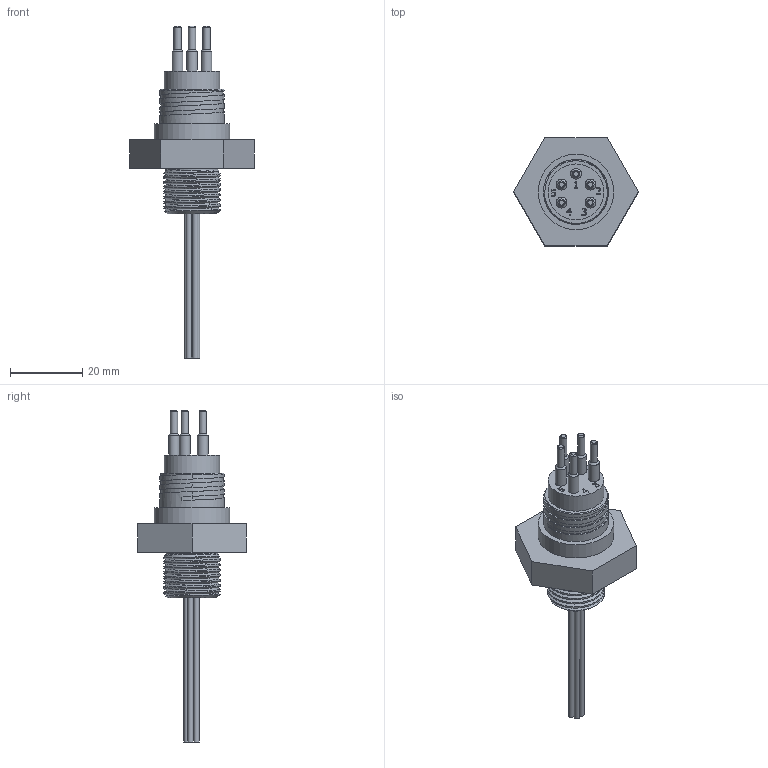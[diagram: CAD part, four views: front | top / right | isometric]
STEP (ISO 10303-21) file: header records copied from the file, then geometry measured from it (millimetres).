
FILE_DESCRIPTION(/* description */ (''),/* implementation_level */ '2;1');
FILE_NAME(/* name */ 'BCR1505M.stp',/* time_stamp */ '2014-11-20T13:19:04+01:00',/* author */ ('sh'),/* organization */ (''),/* preprocessor_version */ 'ST-DEVELOPER v15.2',/* originating_system */ 'Autodesk Inventor 2014',/* authorisation */ '');
FILE_SCHEMA (('AUTOMOTIVE_DESIGN { 1 0 10303 214 3 1 1 }'));
Length unit declared in the file: millimetre
Products named in the file (1): BCR1505M
Bounding box: 34.64 x 30 x 92.2 mm (x, y, z)
Volume: 13365.9 mm3; surface area: 6206.4 mm2
Topology: 1 solids, 1 shells, 168 faces, 413 edges, 269 vertices
Faces by surface type: plane 78, bspline 51, cylinder 26, cone 13
Full cylindrical faces by diameter (mm): 1.5 x5, 2 x5, 3 x5, 14.645 x1, 15.5 x1, 18 x3, 20 x1, 21 x1, 26.5 x1
Entity records: 7146 total; most frequent: CARTESIAN_POINT 3625, ORIENTED_EDGE 740, DIRECTION 545, EDGE_CURVE 370, VERTEX_POINT 261, EDGE_LOOP 219, LINE 211, VECTOR 211
